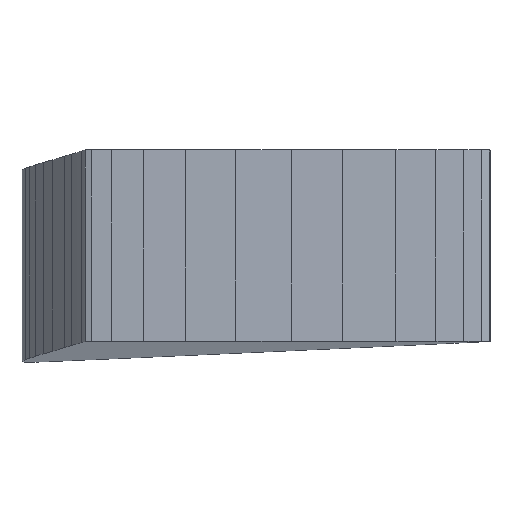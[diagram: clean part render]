
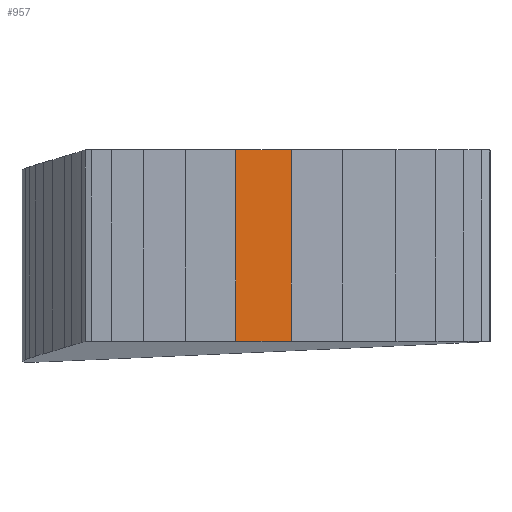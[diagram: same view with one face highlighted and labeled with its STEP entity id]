
A CAD part, front view. The second image highlights one B-rep face of the part: STEP entity #957.
In plain terms, the highlighted planar face has unit normal (-0.003, -0.999, 0.037).
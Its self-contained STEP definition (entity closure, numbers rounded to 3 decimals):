
#31=FACE_OUTER_BOUND('',#79,.T.);
#79=EDGE_LOOP('',(#681,#682,#683,#684));
#159=LINE('',#1374,#297);
#160=LINE('',#1377,#298);
#161=LINE('',#1379,#299);
#162=LINE('',#1380,#300);
#297=VECTOR('',#1121,10.);
#298=VECTOR('',#1124,10.);
#299=VECTOR('',#1125,10.);
#300=VECTOR('',#1126,10.);
#419=VERTEX_POINT('',#1370);
#420=VERTEX_POINT('',#1372);
#421=VERTEX_POINT('',#1376);
#422=VERTEX_POINT('',#1378);
#527=EDGE_CURVE('',#420,#419,#159,.T.);
#528=EDGE_CURVE('',#419,#421,#160,.T.);
#529=EDGE_CURVE('',#422,#420,#161,.T.);
#530=EDGE_CURVE('',#422,#421,#162,.T.);
#681=ORIENTED_EDGE('',*,*,#528,.F.);
#682=ORIENTED_EDGE('',*,*,#527,.F.);
#683=ORIENTED_EDGE('',*,*,#529,.F.);
#684=ORIENTED_EDGE('',*,*,#530,.T.);
#909=PLANE('',#1007);
#957=ADVANCED_FACE('',(#31),#909,.F.);
#1007=AXIS2_PLACEMENT_3D('',#1375,#1122,#1123);
#1121=DIRECTION('',(0.,0.038,0.999));
#1122=DIRECTION('center_axis',(0.003,0.999,-0.038));
#1123=DIRECTION('ref_axis',(-1.,0.003,0.));
#1124=DIRECTION('',(1.,-0.003,0.));
#1125=DIRECTION('',(-1.,0.003,0.));
#1126=DIRECTION('',(0.,0.038,0.999));
#1370=CARTESIAN_POINT('',(230.784,120.807,-11.925));
#1372=CARTESIAN_POINT('',(230.784,120.695,-14.923));
#1374=CARTESIAN_POINT('',(230.784,120.695,-14.923));
#1375=CARTESIAN_POINT('Origin',(231.657,120.692,-14.923));
#1376=CARTESIAN_POINT('',(231.657,120.805,-11.925));
#1377=CARTESIAN_POINT('',(228.946,120.813,-11.925));
#1378=CARTESIAN_POINT('',(231.657,120.692,-14.923));
#1379=CARTESIAN_POINT('',(228.946,120.7,-14.923));
#1380=CARTESIAN_POINT('',(231.657,120.692,-14.923));
